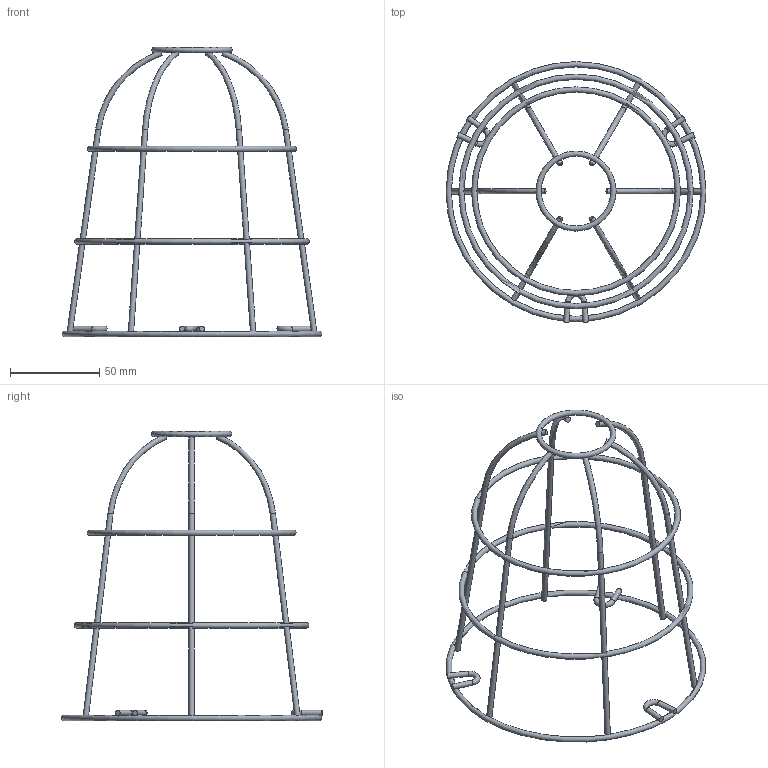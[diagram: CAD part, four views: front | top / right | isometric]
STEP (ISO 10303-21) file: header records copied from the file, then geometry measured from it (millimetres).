
FILE_DESCRIPTION(/* description */ (''),/* implementation_level */ '2;1');
FILE_NAME(/* name */ '100000016360_prt_000.step',/* time_stamp */ '2024-01-31T15:00:05+01:00',/* author */ ('JENNERT'),/* organization */ (''),/* preprocessor_version */ 'ST-DEVELOPER v19.2',/* originating_system */ 'Autodesk Inventor 2023',/* authorisation */ '');
FILE_SCHEMA (('AUTOMOTIVE_DESIGN { 1 0 10303 214 3 1 1 }'));
Length unit declared in the file: millimetre
Products named in the file (1): 100000016360_prt_000_1
Bounding box: 146 x 146.42 x 162.5 mm (x, y, z)
Volume: 17736.5 mm3; surface area: 23715.9 mm2
Topology: 1 solids, 1 shells, 43 faces, 157 edges, 113 vertices
Faces by surface type: plane 18, torus 13, cylinder 12
Full cylindrical faces by diameter (mm): 3 x12
Entity records: 3211 total; most frequent: CARTESIAN_POINT 1794, ORIENTED_EDGE 314, DIRECTION 250, EDGE_CURVE 157, AXIS2_PLACEMENT_3D 119, VERTEX_POINT 113, EDGE_LOOP 84, CIRCLE 75
